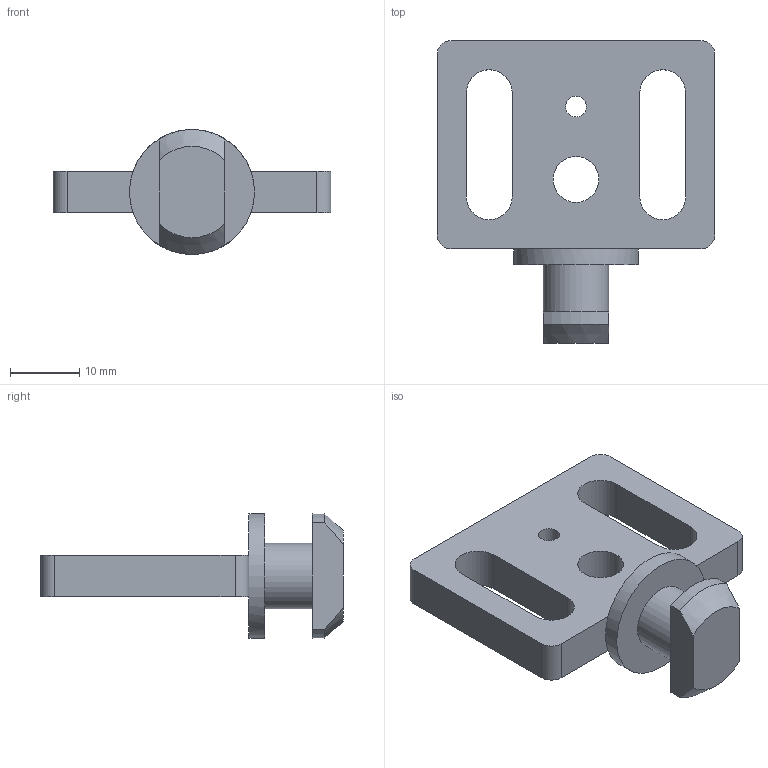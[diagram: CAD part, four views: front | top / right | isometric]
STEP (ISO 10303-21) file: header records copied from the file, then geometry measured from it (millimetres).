
FILE_DESCRIPTION(/* description */ ('STEP AP214'),/* implementation_level */ '2;1');
FILE_NAME(/* name */ '093SN10',/* time_stamp */ '2023-02-15T12:12:22+01:00',/* author */ ('License CC BY-ND 4.0'),/* organization */ ('CADENAS'),/* preprocessor_version */ 'ST-DEVELOPER v18.102',/* originating_system */ 'PARTsolutions',/* authorisation */ ' ');
FILE_SCHEMA (('AUTOMOTIVE_DESIGN {1 0 10303 214 3 1 1}'));
Length unit declared in the file: millimetre
Products named in the file (1): 093SN10
Bounding box: 40 x 43.6 x 18 mm (x, y, z)
Volume: 7065.9 mm3; surface area: 4382.6 mm2
Topology: 1 solids, 1 shells, 35 faces, 90 edges, 58 vertices
Faces by surface type: plane 19, cylinder 14, cone 2
Full cylindrical faces by diameter (mm): 3 x1, 6.6 x1, 9.5 x1, 18 x1
Entity records: 1082 total; most frequent: CARTESIAN_POINT 188, DIRECTION 186, ORIENTED_EDGE 168, EDGE_CURVE 84, AXIS2_PLACEMENT_3D 70, VERTEX_POINT 56, EDGE_LOOP 48, FACE_BOUND 48
